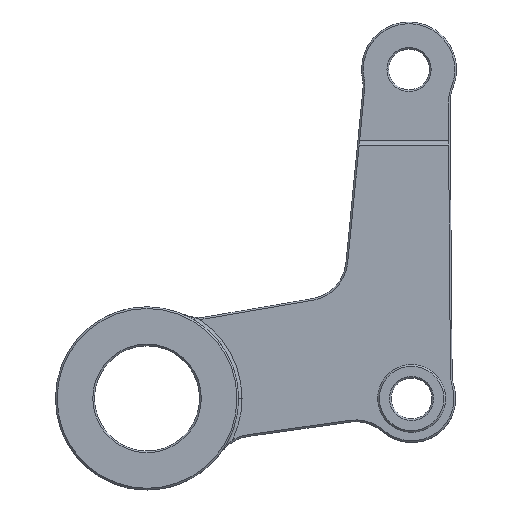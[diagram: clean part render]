
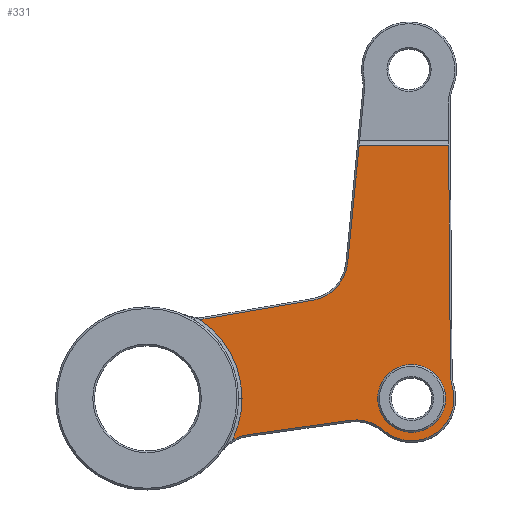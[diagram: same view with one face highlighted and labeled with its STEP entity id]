
A CAD part, top view. The second image highlights one B-rep face of the part: STEP entity #331.
In plain terms, the highlighted planar face has unit normal (0, 0, 1).
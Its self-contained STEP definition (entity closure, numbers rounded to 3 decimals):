
#7 = DIRECTION ( 'NONE',  ( 0., 0., -1. ) ) ;
#14 = CIRCLE ( 'NONE', #196, 28. ) ;
#21 = LINE ( 'NONE', #93, #2591 ) ;
#27 = CIRCLE ( 'NONE', #2761, 9.999 ) ;
#44 = DIRECTION ( 'NONE',  ( 0., 0., 1. ) ) ;
#81 = EDGE_CURVE ( 'NONE', #2218, #2807, #27, .T. ) ;
#93 = CARTESIAN_POINT ( 'NONE',  ( 59.15, 40.046, 11.5 ) ) ;
#109 = AXIS2_PLACEMENT_3D ( 'NONE', #453, #1186, #700 ) ;
#133 = ORIENTED_EDGE ( 'NONE', *, *, #2236, .T. ) ;
#157 = AXIS2_PLACEMENT_3D ( 'NONE', #1304, #2554, #1583 ) ;
#196 = AXIS2_PLACEMENT_3D ( 'NONE', #2809, #1337, #2843 ) ;
#197 = ORIENTED_EDGE ( 'NONE', *, *, #2323, .T. ) ;
#251 = CARTESIAN_POINT ( 'NONE',  ( 29.672, -10.717, 11.5 ) ) ;
#297 = VECTOR ( 'NONE', #1567, 1000. ) ;
#328 = ORIENTED_EDGE ( 'NONE', *, *, #3250, .T. ) ;
#331 = ADVANCED_FACE ( 'NONE', ( #1279, #2830 ), #1903, .T. ) ;
#368 = ORIENTED_EDGE ( 'NONE', *, *, #934, .T. ) ;
#383 = CARTESIAN_POINT ( 'NONE',  ( 78., 0., 11.5 ) ) ;
#453 = CARTESIAN_POINT ( 'NONE',  ( 31.428, -23.093, 11.5 ) ) ;
#500 = CARTESIAN_POINT ( 'NONE',  ( 28., 0., 11.5 ) ) ;
#570 = ORIENTED_EDGE ( 'NONE', *, *, #1200, .F. ) ;
#643 = DIRECTION ( 'NONE',  ( 1., 0., 0. ) ) ;
#657 = AXIS2_PLACEMENT_3D ( 'NONE', #2080, #2581, #1070 ) ;
#678 = VERTEX_POINT ( 'NONE', #1487 ) ;
#679 = EDGE_CURVE ( 'NONE', #758, #750, #2504, .T. ) ;
#681 = CARTESIAN_POINT ( 'NONE',  ( 15.427, 23.367, 11.5 ) ) ;
#694 = CARTESIAN_POINT ( 'NONE',  ( 2.077, -14.633, 11.5 ) ) ;
#700 = DIRECTION ( 'NONE',  ( 1., 0., 0. ) ) ;
#718 = ORIENTED_EDGE ( 'NONE', *, *, #1667, .T. ) ;
#750 = VERTEX_POINT ( 'NONE', #2556 ) ;
#758 = VERTEX_POINT ( 'NONE', #251 ) ;
#779 = AXIS2_PLACEMENT_3D ( 'NONE', #2517, #44, #3132 ) ;
#841 = DIRECTION ( 'NONE',  ( -0.098, -0.995, 0. ) ) ;
#866 = DIRECTION ( 'NONE',  ( -0.986, -0.169, 0. ) ) ;
#919 = DIRECTION ( 'NONE',  ( 1., 0., 0. ) ) ;
#921 = CARTESIAN_POINT ( 'NONE',  ( 17.435, 23.547, 11.5 ) ) ;
#923 = ORIENTED_EDGE ( 'NONE', *, *, #1216, .T. ) ;
#934 = EDGE_CURVE ( 'NONE', #678, #2422, #2433, .T. ) ;
#981 = ORIENTED_EDGE ( 'NONE', *, *, #2286, .T. ) ;
#999 = ORIENTED_EDGE ( 'NONE', *, *, #1140, .T. ) ;
#1070 = DIRECTION ( 'NONE',  ( 1., 0., 0. ) ) ;
#1099 = EDGE_CURVE ( 'NONE', #2422, #1932, #2539, .T. ) ;
#1112 = AXIS2_PLACEMENT_3D ( 'NONE', #2436, #2168, #919 ) ;
#1125 = LINE ( 'NONE', #3091, #297 ) ;
#1130 = CARTESIAN_POINT ( 'NONE',  ( 0., 0., 11.5 ) ) ;
#1131 = EDGE_CURVE ( 'NONE', #1882, #2654, #3221, .T. ) ;
#1140 = EDGE_CURVE ( 'NONE', #1226, #758, #1642, .T. ) ;
#1169 = DIRECTION ( 'NONE',  ( 0., 0., -1. ) ) ;
#1177 = AXIS2_PLACEMENT_3D ( 'NONE', #1503, #7, #2256 ) ;
#1186 = DIRECTION ( 'NONE',  ( 0., 0., -1. ) ) ;
#1194 = ORIENTED_EDGE ( 'NONE', *, *, #1131, .T. ) ;
#1200 = EDGE_CURVE ( 'NONE', #2807, #2218, #3144, .T. ) ;
#1216 = EDGE_CURVE ( 'NONE', #2021, #2792, #1125, .T. ) ;
#1226 = VERTEX_POINT ( 'NONE', #3038 ) ;
#1279 = FACE_OUTER_BOUND ( 'NONE', #2810, .T. ) ;
#1304 = CARTESIAN_POINT ( 'NONE',  ( 15.316, 35.867, 11.5 ) ) ;
#1321 = VECTOR ( 'NONE', #2241, 1000. ) ;
#1337 = DIRECTION ( 'NONE',  ( 0., 0., -1. ) ) ;
#1359 = CARTESIAN_POINT ( 'NONE',  ( -3.432, 19.959, 11.5 ) ) ;
#1382 = ORIENTED_EDGE ( 'NONE', *, *, #1729, .T. ) ;
#1383 = VERTEX_POINT ( 'NONE', #2469 ) ;
#1433 = CIRCLE ( 'NONE', #157, 12.5 ) ;
#1453 = DIRECTION ( 'NONE',  ( 1., 0., 0. ) ) ;
#1487 = CARTESIAN_POINT ( 'NONE',  ( 69.771, -9.41, 11.5 ) ) ;
#1503 = CARTESIAN_POINT ( 'NONE',  ( 61.543, -18.819, 11.5 ) ) ;
#1540 = ORIENTED_EDGE ( 'NONE', *, *, #1099, .T. ) ;
#1567 = DIRECTION ( 'NONE',  ( -1., 0., 0. ) ) ;
#1583 = DIRECTION ( 'NONE',  ( 1., 0., 0. ) ) ;
#1595 = CARTESIAN_POINT ( 'NONE',  ( 89.495, 0.692, 11.5 ) ) ;
#1632 = CARTESIAN_POINT ( 'NONE',  ( 89.973, 3.593, 11.5 ) ) ;
#1642 = CIRCLE ( 'NONE', #109, 12.5 ) ;
#1667 = EDGE_CURVE ( 'NONE', #2792, #1383, #21, .T. ) ;
#1717 = ORIENTED_EDGE ( 'NONE', *, *, #81, .F. ) ;
#1729 = EDGE_CURVE ( 'NONE', #2766, #1918, #2670, .T. ) ;
#1762 = CIRCLE ( 'NONE', #1177, 12.5 ) ;
#1833 = CARTESIAN_POINT ( 'NONE',  ( 62.525, 74.497, 11.5 ) ) ;
#1864 = CARTESIAN_POINT ( 'NONE',  ( 48.827, 28.946, 11.5 ) ) ;
#1882 = VERTEX_POINT ( 'NONE', #681 ) ;
#1883 = VECTOR ( 'NONE', #866, 1000. ) ;
#1903 = PLANE ( 'NONE',  #2255 ) ;
#1910 = DIRECTION ( 'NONE',  ( 0., 0., 1. ) ) ;
#1918 = VERTEX_POINT ( 'NONE', #921 ) ;
#1932 = VERTEX_POINT ( 'NONE', #2410 ) ;
#2021 = VERTEX_POINT ( 'NONE', #2956 ) ;
#2080 = CARTESIAN_POINT ( 'NONE',  ( 78., 0., 11.5 ) ) ;
#2168 = DIRECTION ( 'NONE',  ( 0., 0., -1. ) ) ;
#2175 = CARTESIAN_POINT ( 'NONE',  ( 101.945, 7.185, 11.5 ) ) ;
#2218 = VERTEX_POINT ( 'NONE', #3055 ) ;
#2236 = EDGE_CURVE ( 'NONE', #750, #678, #1762, .T. ) ;
#2241 = DIRECTION ( 'NONE',  ( 0.99, 0.141, 0. ) ) ;
#2255 = AXIS2_PLACEMENT_3D ( 'NONE', #1130, #2895, #2875 ) ;
#2256 = DIRECTION ( 'NONE',  ( 1., 0., 0. ) ) ;
#2286 = EDGE_CURVE ( 'NONE', #1918, #1882, #1433, .T. ) ;
#2323 = EDGE_CURVE ( 'NONE', #2654, #1226, #14, .T. ) ;
#2331 = DIRECTION ( 'NONE',  ( -0.008, 1., 0. ) ) ;
#2335 = CIRCLE ( 'NONE', #1112, 12.5 ) ;
#2338 = LINE ( 'NONE', #1595, #2935 ) ;
#2347 = AXIS2_PLACEMENT_3D ( 'NONE', #2957, #1169, #2937 ) ;
#2410 = CARTESIAN_POINT ( 'NONE',  ( 89.446, 7.089, 11.5 ) ) ;
#2422 = VERTEX_POINT ( 'NONE', #1632 ) ;
#2433 = CIRCLE ( 'NONE', #779, 12.5 ) ;
#2436 = CARTESIAN_POINT ( 'NONE',  ( 46.709, 41.265, 11.5 ) ) ;
#2441 = ORIENTED_EDGE ( 'NONE', *, *, #679, .T. ) ;
#2469 = CARTESIAN_POINT ( 'NONE',  ( 59.15, 40.046, 11.5 ) ) ;
#2504 = LINE ( 'NONE', #694, #1321 ) ;
#2517 = CARTESIAN_POINT ( 'NONE',  ( 78., 0., 11.5 ) ) ;
#2539 = CIRCLE ( 'NONE', #3197, 12.5 ) ;
#2554 = DIRECTION ( 'NONE',  ( 0., 0., -1. ) ) ;
#2556 = CARTESIAN_POINT ( 'NONE',  ( 59.786, -6.443, 11.5 ) ) ;
#2581 = DIRECTION ( 'NONE',  ( 0., 0., 1. ) ) ;
#2591 = VECTOR ( 'NONE', #841, 1000. ) ;
#2597 = CARTESIAN_POINT ( 'NONE',  ( 68.001, 0., 11.5 ) ) ;
#2654 = VERTEX_POINT ( 'NONE', #500 ) ;
#2670 = LINE ( 'NONE', #1359, #1883 ) ;
#2702 = DIRECTION ( 'NONE',  ( 0., 0., -1. ) ) ;
#2729 = ORIENTED_EDGE ( 'NONE', *, *, #2798, .T. ) ;
#2761 = AXIS2_PLACEMENT_3D ( 'NONE', #383, #1910, #643 ) ;
#2766 = VERTEX_POINT ( 'NONE', #1864 ) ;
#2792 = VERTEX_POINT ( 'NONE', #1833 ) ;
#2798 = EDGE_CURVE ( 'NONE', #1932, #2021, #2338, .T. ) ;
#2807 = VERTEX_POINT ( 'NONE', #2597 ) ;
#2809 = CARTESIAN_POINT ( 'NONE',  ( 0., 0., 11.5 ) ) ;
#2810 = EDGE_LOOP ( 'NONE', ( #1194, #197, #999, #2441, #133, #368, #1540, #2729, #923, #718, #328, #1382, #981 ) ) ;
#2830 = FACE_BOUND ( 'NONE', #2889, .T. ) ;
#2843 = DIRECTION ( 'NONE',  ( 1., 0., 0. ) ) ;
#2875 = DIRECTION ( 'NONE',  ( 1., 0., 0. ) ) ;
#2889 = EDGE_LOOP ( 'NONE', ( #1717, #570 ) ) ;
#2895 = DIRECTION ( 'NONE',  ( 0., 0., 1. ) ) ;
#2935 = VECTOR ( 'NONE', #2331, 1000. ) ;
#2937 = DIRECTION ( 'NONE',  ( 1., 0., 0. ) ) ;
#2956 = CARTESIAN_POINT ( 'NONE',  ( 88.924, 74.497, 11.5 ) ) ;
#2957 = CARTESIAN_POINT ( 'NONE',  ( 0., 0., 11.5 ) ) ;
#3038 = CARTESIAN_POINT ( 'NONE',  ( 25.166, -12.274, 11.5 ) ) ;
#3055 = CARTESIAN_POINT ( 'NONE',  ( 87.999, 0., 11.5 ) ) ;
#3091 = CARTESIAN_POINT ( 'NONE',  ( 62.071, 74.497, 11.5 ) ) ;
#3132 = DIRECTION ( 'NONE',  ( 1., 0., 0. ) ) ;
#3144 = CIRCLE ( 'NONE', #657, 9.999 ) ;
#3197 = AXIS2_PLACEMENT_3D ( 'NONE', #2175, #2702, #1453 ) ;
#3221 = CIRCLE ( 'NONE', #2347, 28. ) ;
#3250 = EDGE_CURVE ( 'NONE', #1383, #2766, #2335, .T. ) ;
